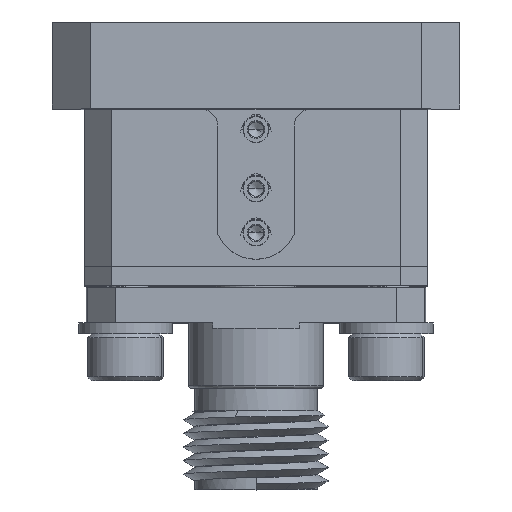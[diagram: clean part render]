
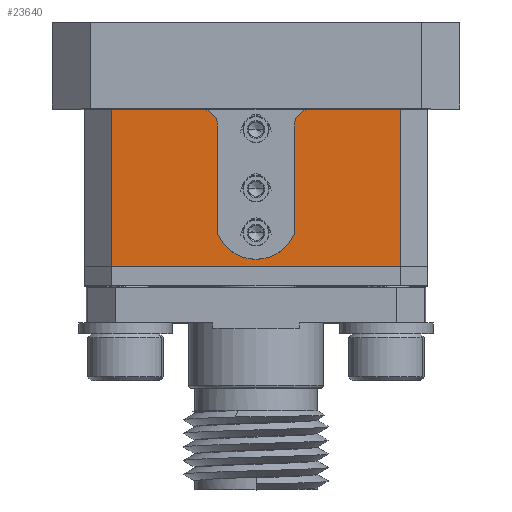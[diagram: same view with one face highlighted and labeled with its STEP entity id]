
A CAD part, top view. The second image highlights one B-rep face of the part: STEP entity #23640.
In plain terms, the highlighted planar face has unit normal (0, 0, 1).
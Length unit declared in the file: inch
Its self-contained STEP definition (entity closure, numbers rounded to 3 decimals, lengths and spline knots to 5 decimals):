
#221 = VERTEX_POINT ( 'NONE', #9335 ) ;
#419 = LINE ( 'NONE', #14876, #12672 ) ;
#1027 = DIRECTION ( 'NONE',  ( -1., 0., 0. ) ) ;
#1059 = ORIENTED_EDGE ( 'NONE', *, *, #12294, .T. ) ;
#1921 = LINE ( 'NONE', #2062, #19201 ) ;
#2062 = CARTESIAN_POINT ( 'NONE',  ( -0.52305, 0.80836, -0.08961 ) ) ;
#2438 = CARTESIAN_POINT ( 'NONE',  ( -0.13805, 0.80836, -0.08961 ) ) ;
#2446 = VERTEX_POINT ( 'NONE', #5692 ) ;
#4414 = EDGE_CURVE ( 'NONE', #8702, #2446, #5109, .T. ) ;
#4527 = ORIENTED_EDGE ( 'NONE', *, *, #23276, .T. ) ;
#5109 = CIRCLE ( 'NONE', #5650, 0.03125 ) ;
#5160 = VERTEX_POINT ( 'NONE', #16904 ) ;
#5497 = DIRECTION ( 'NONE',  ( 1., 0., 0. ) ) ;
#5650 = AXIS2_PLACEMENT_3D ( 'NONE', #17604, #12211, #23566 ) ;
#5692 = CARTESIAN_POINT ( 'NONE',  ( -0.5543, 0.80836, -0.08961 ) ) ;
#6099 = LINE ( 'NONE', #13565, #14827 ) ;
#6933 = DIRECTION ( 'NONE',  ( -1., 0., 0. ) ) ;
#7096 = EDGE_CURVE ( 'NONE', #8823, #5160, #6099, .T. ) ;
#7163 = VERTEX_POINT ( 'NONE', #23972 ) ;
#7266 = LINE ( 'NONE', #2438, #11763 ) ;
#7343 = CARTESIAN_POINT ( 'NONE',  ( -0.45305, 0.60836, -0.08961 ) ) ;
#7459 = DIRECTION ( 'NONE',  ( 0., -1., 0. ) ) ;
#7487 = DIRECTION ( 'NONE',  ( -1., 0., 0. ) ) ;
#7504 = ORIENTED_EDGE ( 'NONE', *, *, #4414, .T. ) ;
#7943 = EDGE_CURVE ( 'NONE', #20471, #7163, #419, .T. ) ;
#8702 = VERTEX_POINT ( 'NONE', #18878 ) ;
#8823 = VERTEX_POINT ( 'NONE', #16238 ) ;
#8961 = AXIS2_PLACEMENT_3D ( 'NONE', #23769, #15568, #9716 ) ;
#9335 = CARTESIAN_POINT ( 'NONE',  ( -0.38305, 0.77711, -0.08961 ) ) ;
#9568 = EDGE_CURVE ( 'NONE', #8702, #10105, #1921, .T. ) ;
#9716 = DIRECTION ( 'NONE',  ( -1., 0., 0. ) ) ;
#9795 = CARTESIAN_POINT ( 'NONE',  ( -0.18805, 0.51836, -0.08961 ) ) ;
#10105 = VERTEX_POINT ( 'NONE', #15008 ) ;
#10462 = DIRECTION ( 'NONE',  ( 0., 0., 1. ) ) ;
#10650 = CARTESIAN_POINT ( 'NONE',  ( -0.13805, 0.51836, -0.08961 ) ) ;
#10814 = ORIENTED_EDGE ( 'NONE', *, *, #9568, .F. ) ;
#10964 = VERTEX_POINT ( 'NONE', #13387 ) ;
#11247 = ORIENTED_EDGE ( 'NONE', *, *, #13186, .F. ) ;
#11309 = EDGE_CURVE ( 'NONE', #20471, #5160, #23514, .T. ) ;
#11763 = VECTOR ( 'NONE', #6933, 39.37008 ) ;
#11861 = VECTOR ( 'NONE', #7487, 39.37008 ) ;
#12118 = DIRECTION ( 'NONE',  ( 0., -1., 0. ) ) ;
#12157 = CARTESIAN_POINT ( 'NONE',  ( -0.3518, 0.77711, -0.08961 ) ) ;
#12211 = DIRECTION ( 'NONE',  ( 0., 0., 1. ) ) ;
#12294 = EDGE_CURVE ( 'NONE', #2446, #8823, #22536, .T. ) ;
#12372 = EDGE_CURVE ( 'NONE', #221, #16933, #23077, .T. ) ;
#12466 = VECTOR ( 'NONE', #14621, 39.37008 ) ;
#12672 = VECTOR ( 'NONE', #18642, 39.37008 ) ;
#13186 = EDGE_CURVE ( 'NONE', #10105, #16933, #16976, .T. ) ;
#13387 = CARTESIAN_POINT ( 'NONE',  ( -0.3518, 0.80836, -0.08961 ) ) ;
#13565 = CARTESIAN_POINT ( 'NONE',  ( -0.71805, 0.51836, -0.08961 ) ) ;
#13701 = FACE_OUTER_BOUND ( 'NONE', #18179, .T. ) ;
#14252 = CARTESIAN_POINT ( 'NONE',  ( -0.38305, 0.57836, -0.08961 ) ) ;
#14621 = DIRECTION ( 'NONE',  ( -1., 0., 0. ) ) ;
#14827 = VECTOR ( 'NONE', #12118, 39.37008 ) ;
#14876 = CARTESIAN_POINT ( 'NONE',  ( -0.18805, 0.51836, -0.08961 ) ) ;
#15008 = CARTESIAN_POINT ( 'NONE',  ( -0.52305, 0.57836, -0.08961 ) ) ;
#15568 = DIRECTION ( 'NONE',  ( 0., 0., -1. ) ) ;
#16238 = CARTESIAN_POINT ( 'NONE',  ( -0.71805, 0.80836, -0.08961 ) ) ;
#16904 = CARTESIAN_POINT ( 'NONE',  ( -0.71805, 0.51836, -0.08961 ) ) ;
#16933 = VERTEX_POINT ( 'NONE', #14252 ) ;
#16941 = EDGE_CURVE ( 'NONE', #7163, #10964, #7266, .T. ) ;
#16964 = CIRCLE ( 'NONE', #18227, 0.03125 ) ;
#16976 = CIRCLE ( 'NONE', #19275, 0.07616 ) ;
#17604 = CARTESIAN_POINT ( 'NONE',  ( -0.5543, 0.77711, -0.08961 ) ) ;
#17964 = VECTOR ( 'NONE', #23114, 39.37008 ) ;
#18179 = EDGE_LOOP ( 'NONE', ( #21931, #4527, #23714, #11247, #10814, #7504, #1059, #19738, #24155, #24674 ) ) ;
#18227 = AXIS2_PLACEMENT_3D ( 'NONE', #12157, #10462, #1027 ) ;
#18642 = DIRECTION ( 'NONE',  ( 0., 1., 0. ) ) ;
#18878 = CARTESIAN_POINT ( 'NONE',  ( -0.52305, 0.77711, -0.08961 ) ) ;
#19201 = VECTOR ( 'NONE', #7459, 39.37008 ) ;
#19275 = AXIS2_PLACEMENT_3D ( 'NONE', #7343, #24542, #5497 ) ;
#19738 = ORIENTED_EDGE ( 'NONE', *, *, #7096, .T. ) ;
#20471 = VERTEX_POINT ( 'NONE', #9795 ) ;
#20664 = PLANE ( 'NONE',  #8961 ) ;
#21931 = ORIENTED_EDGE ( 'NONE', *, *, #16941, .T. ) ;
#22536 = LINE ( 'NONE', #22884, #11861 ) ;
#22884 = CARTESIAN_POINT ( 'NONE',  ( -0.13805, 0.80836, -0.08961 ) ) ;
#23077 = LINE ( 'NONE', #23373, #17964 ) ;
#23114 = DIRECTION ( 'NONE',  ( 0., -1., 0. ) ) ;
#23276 = EDGE_CURVE ( 'NONE', #10964, #221, #16964, .T. ) ;
#23373 = CARTESIAN_POINT ( 'NONE',  ( -0.38305, 0.80836, -0.08961 ) ) ;
#23514 = LINE ( 'NONE', #10650, #12466 ) ;
#23566 = DIRECTION ( 'NONE',  ( -1., 0., 0. ) ) ;
#23640 = ADVANCED_FACE ( 'NONE', ( #13701 ), #20664, .F. ) ;
#23714 = ORIENTED_EDGE ( 'NONE', *, *, #12372, .T. ) ;
#23769 = CARTESIAN_POINT ( 'NONE',  ( -0.13805, 0.51836, -0.08961 ) ) ;
#23972 = CARTESIAN_POINT ( 'NONE',  ( -0.18805, 0.80836, -0.08961 ) ) ;
#24155 = ORIENTED_EDGE ( 'NONE', *, *, #11309, .F. ) ;
#24542 = DIRECTION ( 'NONE',  ( 0., 0., 1. ) ) ;
#24674 = ORIENTED_EDGE ( 'NONE', *, *, #7943, .T. ) ;
